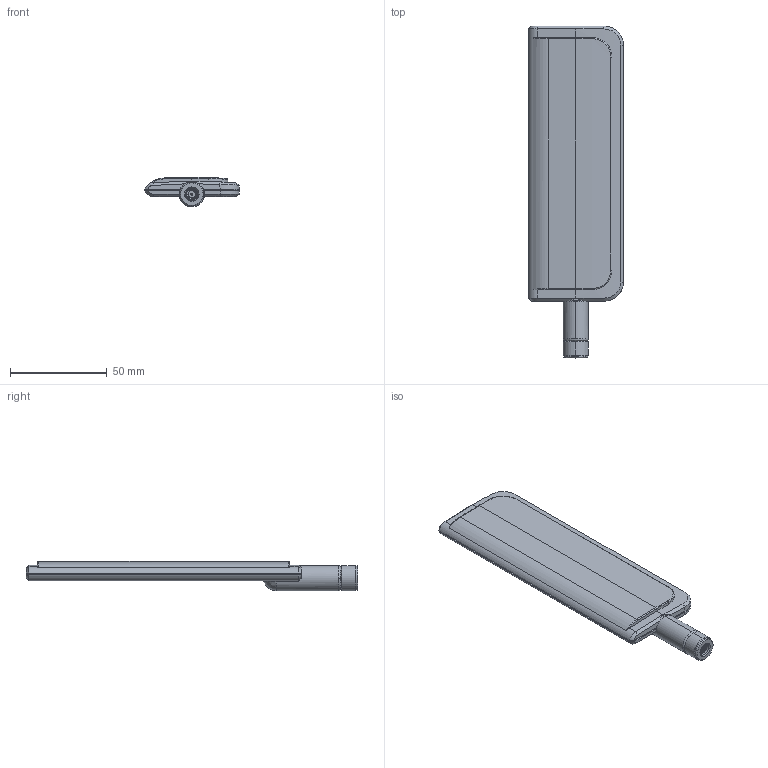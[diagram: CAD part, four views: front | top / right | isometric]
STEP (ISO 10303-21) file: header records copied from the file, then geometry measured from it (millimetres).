
FILE_DESCRIPTION (( 'STEP AP214' ), '1' );
FILE_NAME ('TG.30.8111_Web.STEP', '2022-03-21T16:55:52', ( '' ), ( '' ), 'SwSTEP 2.0', 'SolidWorks 2018', '' );
FILE_SCHEMA (( 'AUTOMOTIVE_DESIGN' ));
Length unit declared in the file: millimetre
Products named in the file (1): TG.30.8111_Web
Bounding box: 48.97 x 171.3 x 15.23 mm (x, y, z)
Surface area: 18381.2 mm2 (no closed solid volume)
Topology: 0 solids, 5 shells, 95 faces, 320 edges, 232 vertices
Faces by surface type: plane 28, cylinder 26, cone 24, bspline 17
Entity records: 6811 total; most frequent: CARTESIAN_POINT 3330, ORIENTED_EDGE 536, DIRECTION 401, EDGE_CURVE 320, VERTEX_POINT 232, AXIS2_PLACEMENT_3D 138, VECTOR 125, LINE 125
